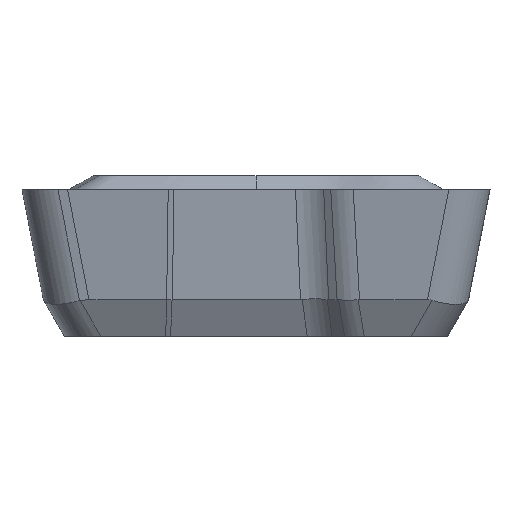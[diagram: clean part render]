
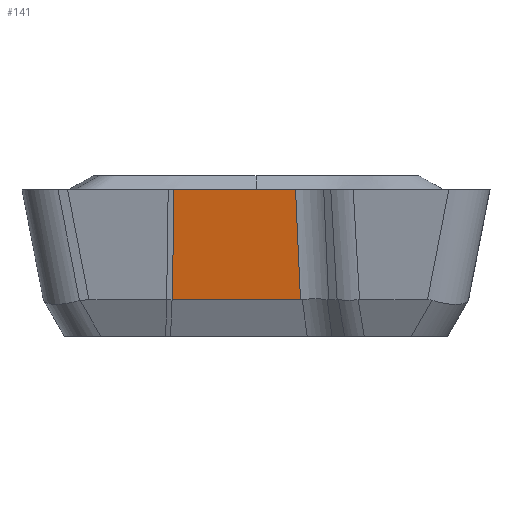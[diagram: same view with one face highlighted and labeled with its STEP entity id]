
A CAD part, front view. The second image highlights one B-rep face of the part: STEP entity #141.
In plain terms, the highlighted planar face has unit normal (0.137, -0.972, -0.191).
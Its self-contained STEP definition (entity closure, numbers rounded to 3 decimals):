
#87=PLANE('',#1921);
#141=ADVANCED_FACE('',(#217),#87,.T.);
#217=FACE_OUTER_BOUND('',#297,.T.);
#297=EDGE_LOOP('',(#503,#504,#505,#506));
#503=ORIENTED_EDGE('',*,*,#983,.F.);
#504=ORIENTED_EDGE('',*,*,#1087,.T.);
#505=ORIENTED_EDGE('',*,*,#1088,.F.);
#506=ORIENTED_EDGE('',*,*,#1089,.T.);
#827=VERTEX_POINT('',#3491);
#828=VERTEX_POINT('',#3493);
#919=VERTEX_POINT('',#3848);
#920=VERTEX_POINT('',#3850);
#983=EDGE_CURVE('',#827,#828,#1570,.T.);
#1087=EDGE_CURVE('',#827,#919,#1629,.T.);
#1088=EDGE_CURVE('',#920,#919,#1630,.T.);
#1089=EDGE_CURVE('',#920,#828,#1631,.T.);
#1570=LINE('',#3492,#1714);
#1629=LINE('',#3847,#1773);
#1630=LINE('',#3849,#1774);
#1631=LINE('',#3851,#1775);
#1714=VECTOR('',#2095,1.);
#1773=VECTOR('',#2268,1.);
#1774=VECTOR('',#2269,1.);
#1775=VECTOR('',#2270,1.);
#1921=AXIS2_PLACEMENT_3D('',#3852,#2271,#2272);
#2095=DIRECTION('',(0.99,0.139,0.));
#2268=DIRECTION('',(-0.013,0.191,-0.982));
#2269=DIRECTION('',(-0.99,-0.139,0.));
#2270=DIRECTION('',(-0.044,-0.198,0.979));
#2271=DIRECTION('',(0.137,-0.972,-0.191));
#2272=DIRECTION('',(0.,0.193,-0.981));
#3491=CARTESIAN_POINT('',(-2.351,-6.689,-0.4));
#3492=CARTESIAN_POINT('',(-2.432,-6.7,-0.4));
#3493=CARTESIAN_POINT('',(1.131,-6.199,-0.4));
#3847=CARTESIAN_POINT('',(-2.351,-6.689,-0.399));
#3848=CARTESIAN_POINT('',(-2.394,-6.076,-3.55));
#3849=CARTESIAN_POINT('',(-2.518,-6.094,-3.55));
#3850=CARTESIAN_POINT('',(1.273,-5.561,-3.55));
#3851=CARTESIAN_POINT('',(1.133,-6.193,-0.431));
#3852=CARTESIAN_POINT('',(-2.432,-6.7,-0.4));
